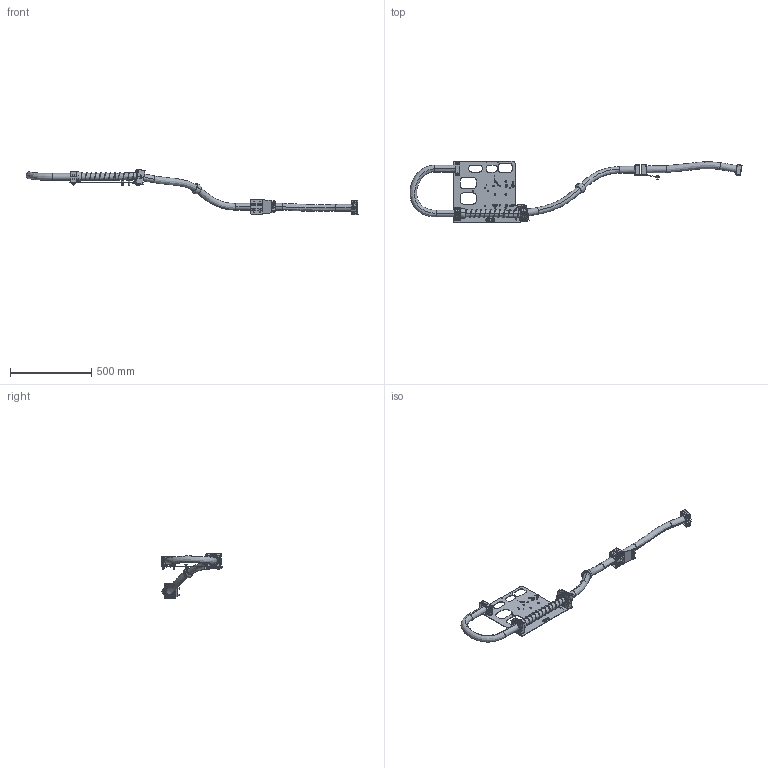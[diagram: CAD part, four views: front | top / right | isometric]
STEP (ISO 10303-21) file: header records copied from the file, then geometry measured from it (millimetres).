
FILE_DESCRIPTION (( 'STEP AP203' ), '1' );
FILE_NAME ('P2204-3.STEP', '2021-05-03T06:41:50', ( '' ), ( '' ), 'SwSTEP 2.0', 'SolidWorks 2019', '' );
FILE_SCHEMA (( 'CONFIG_CONTROL_DESIGN' ));
Products named in the file (1): P2204-3
Bounding box: 2046.52 x 380 x 282.93 mm (x, y, z)
Volume: 2080316.1 mm3; surface area: 1247600.8 mm2
Topology: 54 solids, 56 shells, 3520 faces, 8938 edges, 5549 vertices
Faces by surface type: plane 1274, cylinder 1167, bspline 487, torus 334, cone 134, sphere 124
Entity records: 179661 total; most frequent: CARTESIAN_POINT 96826, ORIENTED_EDGE 17576, DIRECTION 16956, EDGE_CURVE 8788, AXIS2_PLACEMENT_3D 6389, VERTEX_POINT 5543, LINE 4178, VECTOR 4178
